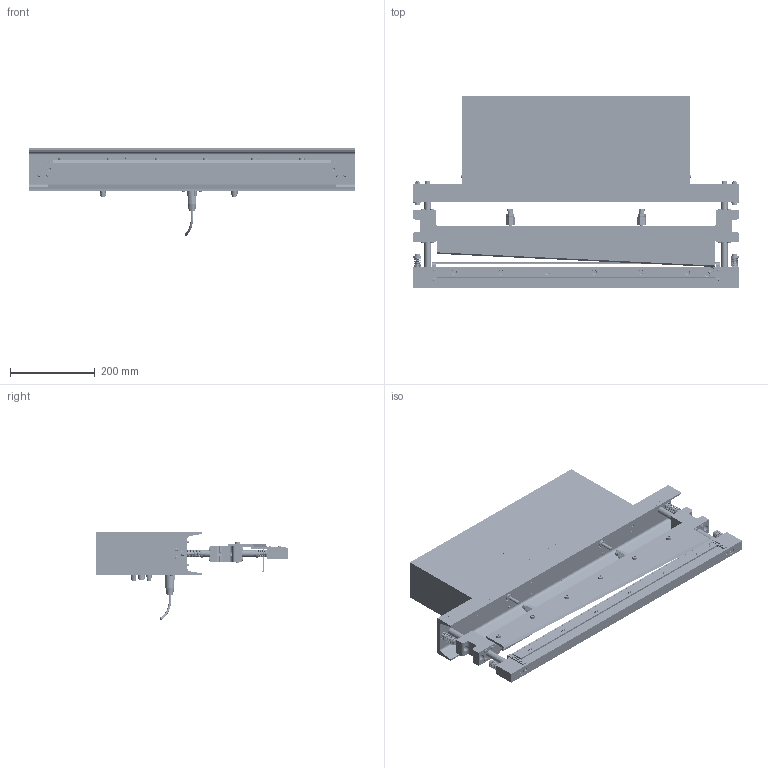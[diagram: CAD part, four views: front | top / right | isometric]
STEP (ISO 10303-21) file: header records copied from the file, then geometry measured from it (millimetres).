
FILE_DESCRIPTION(/* description */ ('CYLINDER MOUNT, SKC'),/* implementation_level */ '2;1');
FILE_NAME(/* name */ 'SKC630.stp',/* time_stamp */ '2022-12-09T08:11:17-05:00',/* author */ ('tmcandrew'),/* organization */ (''),/* preprocessor_version */ 'ST-DEVELOPER v16.1',/* originating_system */ 'Autodesk Inventor 2016',/* authorisation */ '');
FILE_SCHEMA (('AUTOMOTIVE_DESIGN { 1 0 10303 214 3 1 1 }'));
Products named in the file (71): SKC63001B; SKC63002A; SKC63003A; 20706807; SKC25009; 214095A10; GC25012; SKC25013; LHCSSS8X45; PTLN-M8; FHS5X12; HNM8; SHS8X16; SHS8X25; BHS5X8; SHS5X60; SKC25029; SKC63004; SSM6X30; SKC25028; SKC25030; SKC25008; SS M6 X 40; SKC63018; WASH-M3; BHS3X10; FGA014; BHS4X8; HNM6; SKC25011; SKC25019; 65100604; P-MU-1-4; SHS3X30; 206057S5; SHS5X20; SKC25014; SHS3X20; SKC25015A; 206057S2 ...
Assembly tree (200 placements, depth 4):
  SKC630
    SKC63001B
    SKC63002A
    SKC63003A
    20706807  x2
    SKC25009  x2
    214095A10  x6
    GC25012  x6
    SKC25013  x4
    LHCSSS8X45  x6
    PTLN-M8  x6
    FHS5X12  x8
    HNM8  x2
    SHS8X16  x2
    SHS8X25  x2
    BHS5X8  x16
    SHS5X60  x4
    SKC25029  x4
    SKC63004
    SSM6X30  x2
    SKC25028  x2
    SKC25030  x2
    SKC25008  x4
    SS M6 X 40  x2
    SKC63018
    WASH-M3  x4
    BHS3X10  x4
    FGA014  x2
    BHS4X8  x4
    HNM6  x2
    SKC-CYL-90
      SKC25011
      SKC25019
      65100604
      P-MU-1-4  x2
      SHS3X30  x3
      206057S5  x2
      SHS5X20  x4
      SKC25014
      SHS3X20  x2
      SKC25015A
      206057S2
      E-SOL-3A  x2
      20705125_1  x2
        20705125
        NONEA
        NONEB
        NONEC
        NONED
        NONEE
      211015A53  x2
      211015A54  x2
    SKC-CYL-90-NS
      SKC25011
      SKC25019
      65100604
      P-MU-1-4  x2
      SHS3X30  x3
      206057S5  x2
      SHS5X20  x4
Bounding box: 770 x 453.37 x 207.33 mm (x, y, z)
Volume: 5579069.1 mm3; surface area: 1893570.5 mm2
Topology: 205 solids, 211 shells, 7117 faces, 17913 edges, 11832 vertices
Faces by surface type: plane 3967, bspline 1676, cylinder 1170, cone 221, torus 61, sphere 22
Full cylindrical faces by diameter (mm): 0.6 x2, 1 x4, 1.5 x2, 1.6 x2, 1.8 x4, 2 x2, 2.1 x2, 2.459 x28, 3 x32, 3.024 x2, 3.2 x4, 3.242 x6, 3.3 x8, 3.4 x4, 3.5 x12, 4 x10, 4.134 x38, 4.5 x2, 4.763 x4, 4.917 x8, 5 x36, 5.5 x13, 5.6 x20, 5.7 x8, 6 x26, 6.35 x2, 6.647 x16, 6.85 x4, 6.88 x4, 7 x6
Entity records: 152786 total; most frequent: CARTESIAN_POINT 54379, ORIENTED_EDGE 20762, DIRECTION 15349, EDGE_CURVE 10381, VERTEX_POINT 7057, LINE 6665, VECTOR 6665, EDGE_LOOP 5148
